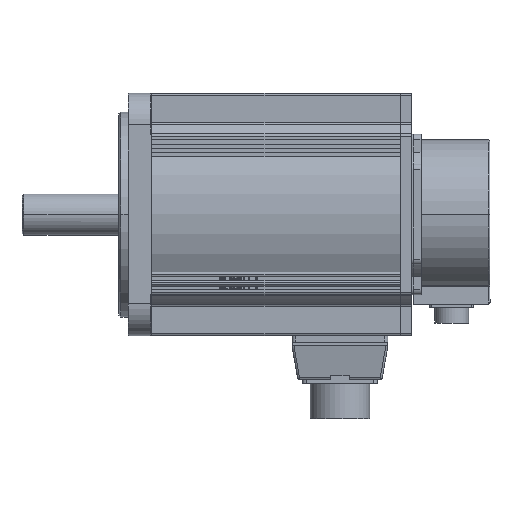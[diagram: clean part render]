
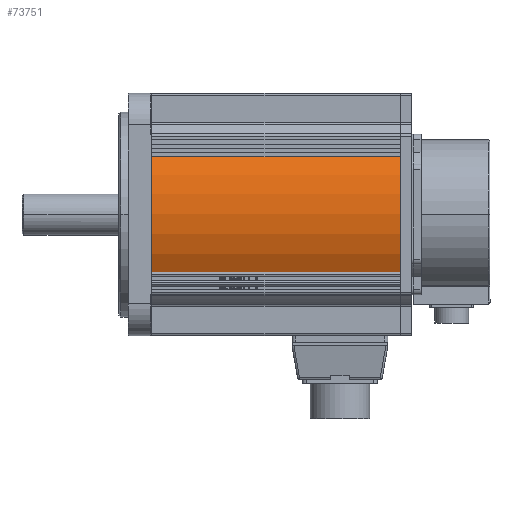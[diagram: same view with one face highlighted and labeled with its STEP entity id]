
A CAD part, top view. The second image highlights one B-rep face of the part: STEP entity #73751.
In plain terms, the highlighted cylindrical face has radius 65 mm (diameter 130 mm), a partial arc.
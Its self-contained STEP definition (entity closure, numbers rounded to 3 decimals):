
#826 = DIRECTION ( 'NONE',  ( 0., 1., 0. ) ) ;
#1480 = CARTESIAN_POINT ( 'NONE',  ( 203., -31., 57.131 ) ) ;
#3038 = DIRECTION ( 'NONE',  ( -1., 0., 0. ) ) ;
#3884 = AXIS2_PLACEMENT_3D ( 'NONE', #23953, #47477, #826 ) ;
#4719 = DIRECTION ( 'NONE',  ( 0., 1., 0. ) ) ;
#10853 = CIRCLE ( 'NONE', #3884, 65. ) ;
#12860 = VECTOR ( 'NONE', #41683, 1000. ) ;
#13500 = CARTESIAN_POINT ( 'NONE',  ( 69.5, -31., 57.131 ) ) ;
#14227 = CYLINDRICAL_SURFACE ( 'NONE', #43396, 65. ) ;
#16597 = FACE_OUTER_BOUND ( 'NONE', #30002, .T. ) ;
#16677 = AXIS2_PLACEMENT_3D ( 'NONE', #65403, #19440, #4719 ) ;
#19440 = DIRECTION ( 'NONE',  ( 1., 0., 0. ) ) ;
#19975 = ORIENTED_EDGE ( 'NONE', *, *, #64151, .F. ) ;
#23953 = CARTESIAN_POINT ( 'NONE',  ( 203., 0., 0. ) ) ;
#26555 = CARTESIAN_POINT ( 'NONE',  ( 69.5, 31., 57.131 ) ) ;
#28412 = LINE ( 'NONE', #50476, #12860 ) ;
#30002 = EDGE_LOOP ( 'NONE', ( #36354, #51983, #19975, #62095 ) ) ;
#36354 = ORIENTED_EDGE ( 'NONE', *, *, #58718, .T. ) ;
#41683 = DIRECTION ( 'NONE',  ( -1., 0., 0. ) ) ;
#43396 = AXIS2_PLACEMENT_3D ( 'NONE', #43835, #81606, #65667 ) ;
#43835 = CARTESIAN_POINT ( 'NONE',  ( 203., 0., 0. ) ) ;
#46637 = LINE ( 'NONE', #48623, #72931 ) ;
#47477 = DIRECTION ( 'NONE',  ( 1., 0., 0. ) ) ;
#48623 = CARTESIAN_POINT ( 'NONE',  ( 203., -31., 57.131 ) ) ;
#50476 = CARTESIAN_POINT ( 'NONE',  ( 203., 31., 57.131 ) ) ;
#51983 = ORIENTED_EDGE ( 'NONE', *, *, #73630, .F. ) ;
#58718 = EDGE_CURVE ( 'NONE', #98935, #97964, #62688, .T. ) ;
#62095 = ORIENTED_EDGE ( 'NONE', *, *, #89605, .T. ) ;
#62688 = CIRCLE ( 'NONE', #16677, 65. ) ;
#64142 = VERTEX_POINT ( 'NONE', #1480 ) ;
#64151 = EDGE_CURVE ( 'NONE', #97691, #64142, #10853, .T. ) ;
#65403 = CARTESIAN_POINT ( 'NONE',  ( 69.5, 0., 0. ) ) ;
#65667 = DIRECTION ( 'NONE',  ( 0., -1., 0. ) ) ;
#72931 = VECTOR ( 'NONE', #3038, 1000. ) ;
#73630 = EDGE_CURVE ( 'NONE', #64142, #97964, #46637, .T. ) ;
#73751 = ADVANCED_FACE ( 'NONE', ( #16597 ), #14227, .T. ) ;
#81606 = DIRECTION ( 'NONE',  ( -1., 0., 0. ) ) ;
#89605 = EDGE_CURVE ( 'NONE', #97691, #98935, #28412, .T. ) ;
#92822 = CARTESIAN_POINT ( 'NONE',  ( 203., 31., 57.131 ) ) ;
#97691 = VERTEX_POINT ( 'NONE', #92822 ) ;
#97964 = VERTEX_POINT ( 'NONE', #13500 ) ;
#98935 = VERTEX_POINT ( 'NONE', #26555 ) ;
